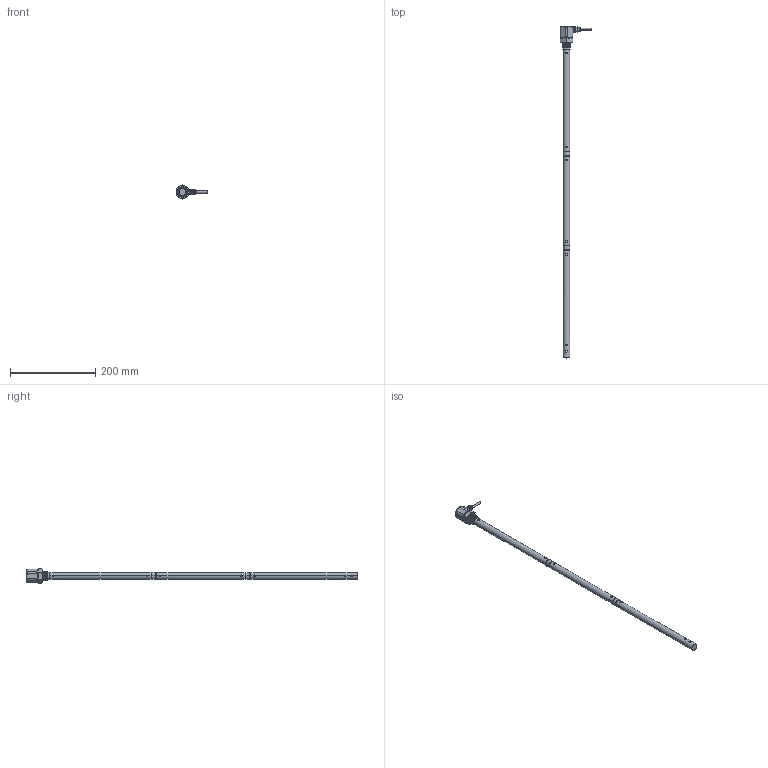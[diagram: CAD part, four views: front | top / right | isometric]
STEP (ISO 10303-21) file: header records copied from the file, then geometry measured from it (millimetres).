
FILE_DESCRIPTION (( 'STEP AP214' ), '1' );
FILE_NAME ('LLCAP201-3003_3D.step', '2023-03-02T06:22:33', ( '' ), ( '' ), 'SwSTEP 2.0', 'SolidWorks 2022', '' );
FILE_SCHEMA (( 'AUTOMOTIVE_DESIGN' ));
Length unit declared in the file: inch
Products named in the file (6): Copy of 127^LLCAP201-3003; Copy of 123^LLCAP201-3003; Copy of 126^LLCAP201-3003; Copy of 124^LLCAP201-3003; Copy of 125^LLCAP201-3003; LLCAP201-3003_3D
Assembly tree (5 placements, depth 2):
  LLCAP201-3003_3D
    Copy of 123^LLCAP201-3003
    Copy of 124^LLCAP201-3003
    Copy of 125^LLCAP201-3003
    Copy of 126^LLCAP201-3003
    Copy of 127^LLCAP201-3003
Bounding box: 74.63 x 778.5 x 34 mm (x, y, z)
Volume: 177454.2 mm3; surface area: 49808.5 mm2
Topology: 5 solids, 5 shells, 338 faces, 869 edges, 530 vertices
Faces by surface type: cylinder 183, cone 57, plane 53, bspline 45
Entity records: 26620 total; most frequent: CARTESIAN_POINT 19019, ORIENTED_EDGE 1738, DIRECTION 1190, EDGE_CURVE 869, VERTEX_POINT 530, AXIS2_PLACEMENT_3D 463, B_SPLINE_CURVE_WITH_KNOTS 443, EDGE_LOOP 373
